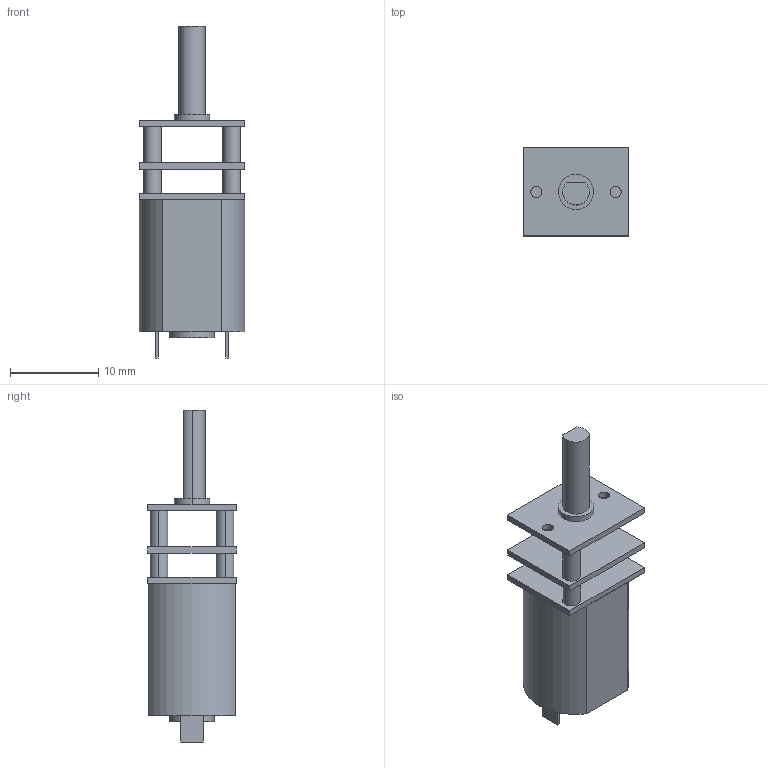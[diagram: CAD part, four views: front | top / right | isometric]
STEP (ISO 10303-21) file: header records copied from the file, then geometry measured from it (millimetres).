
FILE_DESCRIPTION (( 'STEP AP214' ), '1' );
FILE_NAME ('N20 Motor.STEP', '2020-06-29T10:35:17', ( '' ), ( '' ), 'SwSTEP 2.0', 'SolidWorks 2018', '' );
FILE_SCHEMA (( 'AUTOMOTIVE_DESIGN' ));
Length unit declared in the file: millimetre
Products named in the file (1): N20 Motor
Bounding box: 12 x 10 x 37.7 mm (x, y, z)
Volume: 1930.4 mm3; surface area: 1581.3 mm2
Topology: 1 solids, 1 shells, 432 faces, 1152 edges, 768 vertices
Faces by surface type: bspline 262, plane 148, cylinder 22
Entity records: 29807 total; most frequent: CARTESIAN_POINT 16399, ORIENTED_EDGE 2304, EDGE_CURVE 1152, DIRECTION 1014, VERTEX_POINT 768, LINE 584, VECTOR 584, B_SPLINE_CURVE_WITH_KNOTS 524
